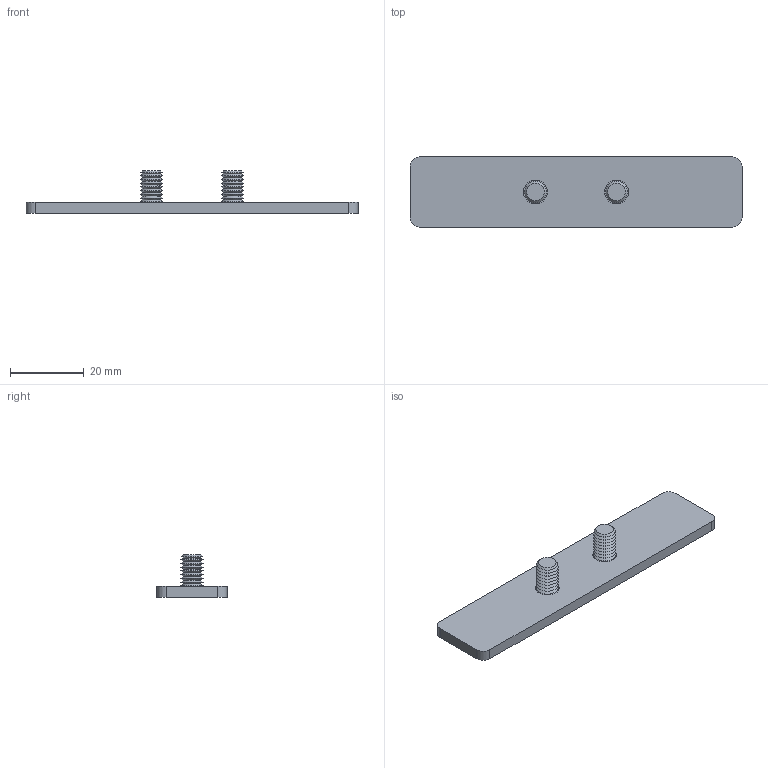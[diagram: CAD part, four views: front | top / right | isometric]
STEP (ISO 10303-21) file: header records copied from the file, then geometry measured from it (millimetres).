
FILE_DESCRIPTION(/* description */ (''),/* implementation_level */ '2;1');
FILE_NAME(/* name */ '221014-2.step',/* time_stamp */ '2021-08-27T14:14:28+02:00',/* author */ ('Muellerj'),/* organization */ (''),/* preprocessor_version */ 'ST-DEVELOPER v18.1',/* originating_system */ 'Autodesk Inventor 2021',/* authorisation */ '');
FILE_SCHEMA (('AUTOMOTIVE_DESIGN { 1 0 10303 214 3 1 1 }'));
Length unit declared in the file: millimetre
Products named in the file (3): MTW_1-00097349; MTW_1-00097345; MTW_1-00097397
Assembly tree (3 placements, depth 2):
  MTW_1-00097349
    MTW_1-00097345
    MTW_1-00097397  x2
Bounding box: 90 x 19 x 11.5 mm (x, y, z)
Volume: 5329 mm3; surface area: 5063 mm2
Topology: 3 solids, 3 shells, 92 faces, 206 edges, 126 vertices
Faces by surface type: cone 40, cylinder 34, plane 16, torus 2
Full cylindrical faces by diameter (mm): 6.5 x2, 10 x2, 12 x2
Entity records: 1652 total; most frequent: DIRECTION 309, CARTESIAN_POINT 256, ORIENTED_EDGE 242, AXIS2_PLACEMENT_3D 128, EDGE_CURVE 121, VERTEX_POINT 75, CIRCLE 68, EDGE_LOOP 62
